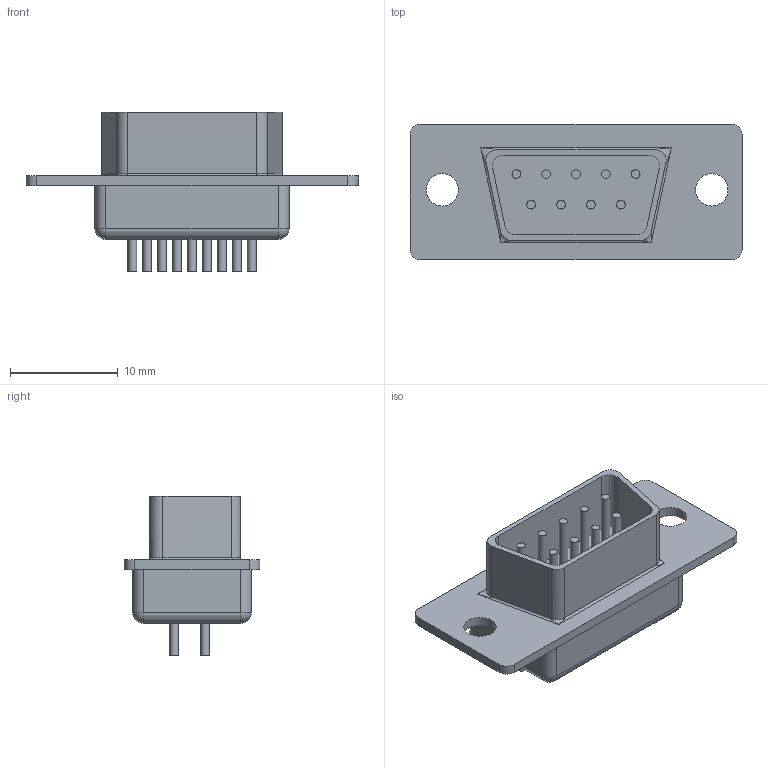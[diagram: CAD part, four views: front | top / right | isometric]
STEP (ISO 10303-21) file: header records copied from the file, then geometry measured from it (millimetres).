
FILE_DESCRIPTION(('FreeCAD Model'),'2;1');
FILE_NAME('db9-straight-male.step','2018-02-12T15:20:00',('Author'),(''), 'Open CASCADE STEP processor 6.8','FreeCAD','Unknown');
FILE_SCHEMA(('AUTOMOTIVE_DESIGN_CC2 { 1 2 10303 214 -1 1 5 4 }'));
Length unit declared in the file: millimetre
Products named in the file (3): ASSEMBLY; Fillet003; Compound
Assembly tree (2 placements, depth 2):
  ASSEMBLY
    Fillet003
    Compound
Bounding box: 30.8 x 12.6 x 14.8 mm (x, y, z)
Volume: 1509.1 mm3; surface area: 1938.1 mm2
Topology: 10 solids, 10 shells, 82 faces, 161 edges, 94 vertices
Faces by surface type: plane 39, cylinder 35, bspline 4, sphere 4
Full cylindrical faces by diameter (mm): 0.8 x9, 3 x2
Entity records: 5114 total; most frequent: CARTESIAN_POINT 1838, DIRECTION 595, ORIENTED_EDGE 306, PCURVE 306, DEFINITIONAL_REPRESENTATION 306, LINE 303, VECTOR 303, EDGE_CURVE 153
